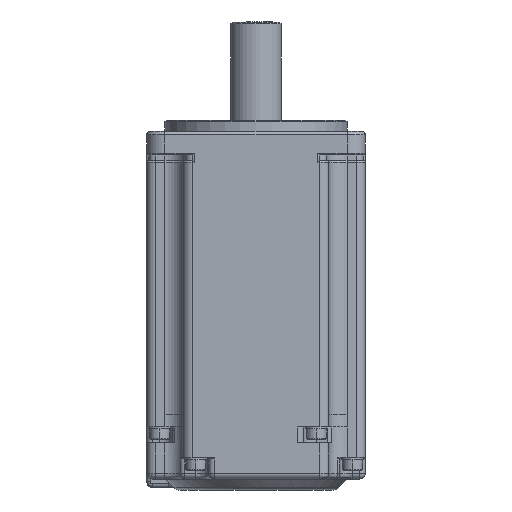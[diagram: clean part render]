
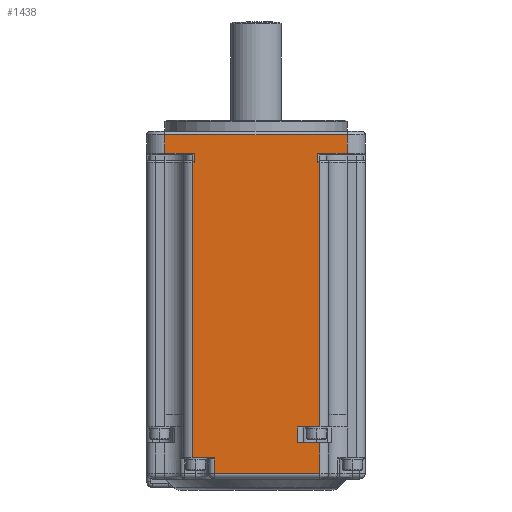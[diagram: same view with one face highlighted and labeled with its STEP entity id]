
A CAD part, front view. The second image highlights one B-rep face of the part: STEP entity #1438.
In plain terms, the highlighted planar face has unit normal (0, -1, 0).
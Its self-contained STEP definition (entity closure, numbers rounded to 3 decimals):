
#1259=CARTESIAN_POINT('',(-167.5,-30.,-108.1));
#1260=VERTEX_POINT('',#1259);
#1268=CARTESIAN_POINT('',(-167.5,-30.,-27.1));
#1269=VERTEX_POINT('',#1268);
#1270=CARTESIAN_POINT('',(-167.5,-30.,-108.1));
#1271=DIRECTION('',(0.,0.,1.));
#1272=VECTOR('',#1271,81.);
#1273=LINE('',#1270,#1272);
#1274=EDGE_CURVE('',#1260,#1269,#1273,.T.);
#1287=CARTESIAN_POINT('',(-150.,-30.,-65.15));
#1288=DIRECTION('',(0.,0.,-1.));
#1289=DIRECTION('',(0.,-1.,0.));
#1290=AXIS2_PLACEMENT_3D('',#1287,#1289,#1288);
#1291=PLANE('',#1290);
#1292=CARTESIAN_POINT('',(-162.597,-30.,-108.1));
#1293=VERTEX_POINT('',#1292);
#1294=CARTESIAN_POINT('',(-167.5,-30.,-108.1));
#1295=DIRECTION('',(1.,0.,0.));
#1296=VECTOR('',#1295,4.903);
#1297=LINE('',#1294,#1296);
#1298=EDGE_CURVE('',#1260,#1293,#1297,.T.);
#1299=ORIENTED_EDGE('',*,*,#1298,.T.);
#1300=CARTESIAN_POINT('',(-161.5,-30.,-108.3));
#1301=VERTEX_POINT('',#1300);
#1302=CARTESIAN_POINT('',(-162.597,-30.,-108.1));
#1303=CARTESIAN_POINT('',(-162.364,-30.,-108.1));
#1304=CARTESIAN_POINT('',(-161.542,-30.,-108.25));
#1305=CARTESIAN_POINT('',(-161.5,-30.,-108.3));
#1306=B_SPLINE_CURVE_WITH_KNOTS('',3,(#1302,#1303,#1304,#1305),.UNSPECIFIED.,.F.,.U.,(4,4),(0.,1.),.UNSPECIFIED.);
#1307=EDGE_CURVE('',#1293,#1301,#1306,.T.);
#1308=ORIENTED_EDGE('',*,*,#1307,.T.);
#1309=CARTESIAN_POINT('',(-161.5,-30.,-112.6));
#1310=VERTEX_POINT('',#1309);
#1311=CARTESIAN_POINT('',(-161.5,-30.,-108.3));
#1312=DIRECTION('',(0.,0.,-1.));
#1313=VECTOR('',#1312,4.3);
#1314=LINE('',#1311,#1313);
#1315=EDGE_CURVE('',#1301,#1310,#1314,.T.);
#1316=ORIENTED_EDGE('',*,*,#1315,.T.);
#1317=CARTESIAN_POINT('',(-132.5,-30.,-112.6));
#1318=VERTEX_POINT('',#1317);
#1319=CARTESIAN_POINT('',(-161.5,-30.,-112.6));
#1320=DIRECTION('',(1.,0.,0.));
#1321=VECTOR('',#1320,29.);
#1322=LINE('',#1319,#1321);
#1323=EDGE_CURVE('',#1310,#1318,#1322,.T.);
#1324=ORIENTED_EDGE('',*,*,#1323,.T.);
#1325=CARTESIAN_POINT('',(-132.5,-30.,-104.1));
#1326=VERTEX_POINT('',#1325);
#1327=CARTESIAN_POINT('',(-132.5,-30.,-112.6));
#1328=DIRECTION('',(0.,0.,1.));
#1329=VECTOR('',#1328,8.5);
#1330=LINE('',#1327,#1329);
#1331=EDGE_CURVE('',#1318,#1326,#1330,.T.);
#1332=ORIENTED_EDGE('',*,*,#1331,.T.);
#1333=CARTESIAN_POINT('',(-138.5,-30.,-104.1));
#1334=VERTEX_POINT('',#1333);
#1335=CARTESIAN_POINT('',(-132.5,-30.,-104.1));
#1336=DIRECTION('',(-1.,0.,0.));
#1337=VECTOR('',#1336,6.);
#1338=LINE('',#1335,#1337);
#1339=EDGE_CURVE('',#1326,#1334,#1338,.T.);
#1340=ORIENTED_EDGE('',*,*,#1339,.T.);
#1341=CARTESIAN_POINT('',(-138.5,-30.,-99.8));
#1342=VERTEX_POINT('',#1341);
#1343=CARTESIAN_POINT('',(-138.5,-30.,-104.1));
#1344=DIRECTION('',(0.,0.,1.));
#1345=VECTOR('',#1344,4.3);
#1346=LINE('',#1343,#1345);
#1347=EDGE_CURVE('',#1334,#1342,#1346,.T.);
#1348=ORIENTED_EDGE('',*,*,#1347,.T.);
#1349=CARTESIAN_POINT('',(-132.5,-30.,-99.8));
#1350=VERTEX_POINT('',#1349);
#1351=CARTESIAN_POINT('',(-138.5,-30.,-99.8));
#1352=DIRECTION('',(1.,0.,0.));
#1353=VECTOR('',#1352,6.);
#1354=LINE('',#1351,#1353);
#1355=EDGE_CURVE('',#1342,#1350,#1354,.T.);
#1356=ORIENTED_EDGE('',*,*,#1355,.T.);
#1357=CARTESIAN_POINT('',(-132.5,-30.,-27.1));
#1358=VERTEX_POINT('',#1357);
#1359=CARTESIAN_POINT('',(-132.5,-30.,-99.8));
#1360=DIRECTION('',(0.,0.,1.));
#1361=VECTOR('',#1360,72.7);
#1362=LINE('',#1359,#1361);
#1363=EDGE_CURVE('',#1350,#1358,#1362,.T.);
#1364=ORIENTED_EDGE('',*,*,#1363,.T.);
#1365=CARTESIAN_POINT('',(-133.,-30.,-27.1));
#1366=VERTEX_POINT('',#1365);
#1367=CARTESIAN_POINT('',(-132.5,-30.,-27.1));
#1368=DIRECTION('',(-1.,0.,0.));
#1369=VECTOR('',#1368,0.5);
#1370=LINE('',#1367,#1369);
#1371=EDGE_CURVE('',#1358,#1366,#1370,.T.);
#1372=ORIENTED_EDGE('',*,*,#1371,.T.);
#1373=CARTESIAN_POINT('',(-133.,-30.,-24.6));
#1374=VERTEX_POINT('',#1373);
#1375=CARTESIAN_POINT('',(-133.,-30.,-27.1));
#1376=DIRECTION('',(0.,0.,1.));
#1377=VECTOR('',#1376,2.5);
#1378=LINE('',#1375,#1377);
#1379=EDGE_CURVE('',#1366,#1374,#1378,.T.);
#1380=ORIENTED_EDGE('',*,*,#1379,.T.);
#1381=CARTESIAN_POINT('',(-125.,-30.,-24.6));
#1382=VERTEX_POINT('',#1381);
#1383=CARTESIAN_POINT('',(-133.,-30.,-24.6));
#1384=DIRECTION('',(1.,0.,0.));
#1385=VECTOR('',#1384,8.);
#1386=LINE('',#1383,#1385);
#1387=EDGE_CURVE('',#1374,#1382,#1386,.T.);
#1388=ORIENTED_EDGE('',*,*,#1387,.T.);
#1389=CARTESIAN_POINT('',(-125.,-30.,-19.6));
#1390=VERTEX_POINT('',#1389);
#1391=CARTESIAN_POINT('',(-125.,-30.,-24.6));
#1392=DIRECTION('',(0.,0.,1.));
#1393=VECTOR('',#1392,5.);
#1394=LINE('',#1391,#1393);
#1395=EDGE_CURVE('',#1382,#1390,#1394,.T.);
#1396=ORIENTED_EDGE('',*,*,#1395,.T.);
#1397=CARTESIAN_POINT('',(-175.,-30.,-19.6));
#1398=VERTEX_POINT('',#1397);
#1399=CARTESIAN_POINT('',(-125.,-30.,-19.6));
#1400=DIRECTION('',(-1.,0.,0.));
#1401=VECTOR('',#1400,50.);
#1402=LINE('',#1399,#1401);
#1403=EDGE_CURVE('',#1390,#1398,#1402,.T.);
#1404=ORIENTED_EDGE('',*,*,#1403,.T.);
#1405=CARTESIAN_POINT('',(-175.,-30.,-24.6));
#1406=VERTEX_POINT('',#1405);
#1407=CARTESIAN_POINT('',(-175.,-30.,-19.6));
#1408=DIRECTION('',(0.,0.,-1.));
#1409=VECTOR('',#1408,5.);
#1410=LINE('',#1407,#1409);
#1411=EDGE_CURVE('',#1398,#1406,#1410,.T.);
#1412=ORIENTED_EDGE('',*,*,#1411,.T.);
#1413=CARTESIAN_POINT('',(-167.,-30.,-24.6));
#1414=VERTEX_POINT('',#1413);
#1415=CARTESIAN_POINT('',(-175.,-30.,-24.6));
#1416=DIRECTION('',(1.,0.,0.));
#1417=VECTOR('',#1416,8.);
#1418=LINE('',#1415,#1417);
#1419=EDGE_CURVE('',#1406,#1414,#1418,.T.);
#1420=ORIENTED_EDGE('',*,*,#1419,.T.);
#1421=CARTESIAN_POINT('',(-167.,-30.,-27.1));
#1422=VERTEX_POINT('',#1421);
#1423=CARTESIAN_POINT('',(-167.,-30.,-24.6));
#1424=DIRECTION('',(0.,0.,-1.));
#1425=VECTOR('',#1424,2.5);
#1426=LINE('',#1423,#1425);
#1427=EDGE_CURVE('',#1414,#1422,#1426,.T.);
#1428=ORIENTED_EDGE('',*,*,#1427,.T.);
#1429=CARTESIAN_POINT('',(-167.,-30.,-27.1));
#1430=DIRECTION('',(-1.,0.,0.));
#1431=VECTOR('',#1430,0.5);
#1432=LINE('',#1429,#1431);
#1433=EDGE_CURVE('',#1422,#1269,#1432,.T.);
#1434=ORIENTED_EDGE('',*,*,#1433,.T.);
#1435=ORIENTED_EDGE('',*,*,#1274,.F.);
#1436=EDGE_LOOP('',(#1299,#1308,#1316,#1324,#1332,#1340,#1348,#1356,#1364,#1372,#1380,#1388,#1396,#1404,#1412,#1420,#1428,#1434,#1435));
#1437=FACE_OUTER_BOUND('',#1436,.T.);
#1438=ADVANCED_FACE('',(#1437),#1291,.T.);
